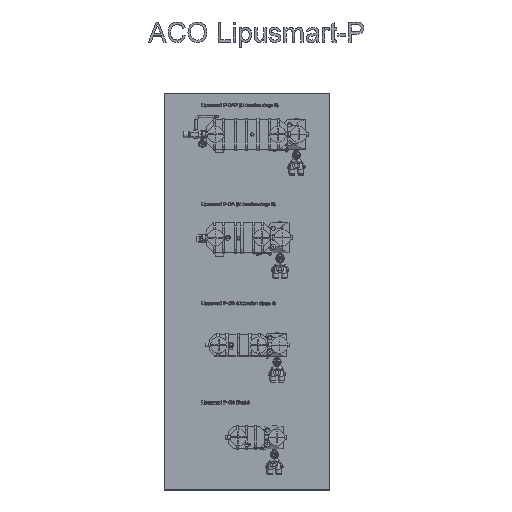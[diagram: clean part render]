
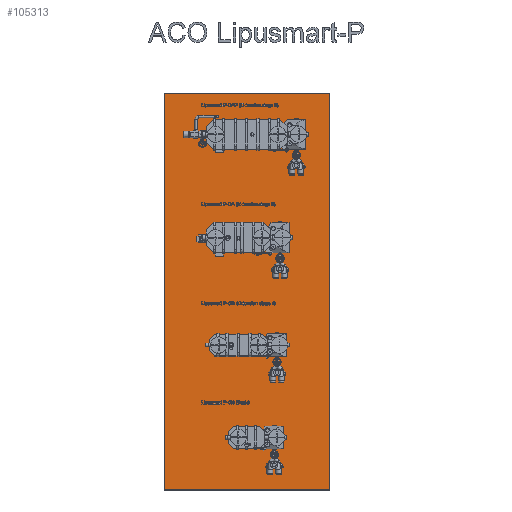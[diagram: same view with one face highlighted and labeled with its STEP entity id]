
A CAD part, top view. The second image highlights one B-rep face of the part: STEP entity #105313.
In plain terms, the highlighted planar face has unit normal (0, 0, 1).
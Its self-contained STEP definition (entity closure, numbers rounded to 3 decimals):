
#9528=FACE_OUTER_BOUND('',#15550,.T.);
#15550=EDGE_LOOP('',(#86433,#86434,#86435,#86436));
#27659=LINE('',#172413,#40196);
#27660=LINE('',#172415,#40197);
#27661=LINE('',#172417,#40198);
#27662=LINE('',#172418,#40199);
#40196=VECTOR('',#140281,304.8);
#40197=VECTOR('',#140282,304.8);
#40198=VECTOR('',#140283,304.8);
#40199=VECTOR('',#140284,304.8);
#49585=VERTEX_POINT('',#172411);
#49586=VERTEX_POINT('',#172412);
#49587=VERTEX_POINT('',#172414);
#49588=VERTEX_POINT('',#172416);
#62364=EDGE_CURVE('',#49585,#49586,#27659,.T.);
#62365=EDGE_CURVE('',#49586,#49587,#27660,.T.);
#62366=EDGE_CURVE('',#49587,#49588,#27661,.T.);
#62367=EDGE_CURVE('',#49588,#49585,#27662,.T.);
#86433=ORIENTED_EDGE('',*,*,#62364,.T.);
#86434=ORIENTED_EDGE('',*,*,#62365,.T.);
#86435=ORIENTED_EDGE('',*,*,#62366,.T.);
#86436=ORIENTED_EDGE('',*,*,#62367,.T.);
#100184=PLANE('',#119032);
#105313=ADVANCED_FACE('',(#9528),#100184,.T.);
#119032=AXIS2_PLACEMENT_3D('',#172410,#140279,#140280);
#140279=DIRECTION('center_axis',(0.,0.,1.));
#140280=DIRECTION('ref_axis',(0.,1.,0.));
#140281=DIRECTION('',(-1.,0.,0.));
#140282=DIRECTION('',(0.,-1.,0.));
#140283=DIRECTION('',(1.,0.,0.));
#140284=DIRECTION('',(0.,1.,0.));
#172410=CARTESIAN_POINT('Origin',(-10668.56,6367.244,0.));
#172411=CARTESIAN_POINT('',(-10668.56,6367.244,0.));
#172412=CARTESIAN_POINT('',(-15668.56,6367.244,0.));
#172413=CARTESIAN_POINT('',(-10668.56,6367.244,0.));
#172414=CARTESIAN_POINT('',(-15668.56,-5632.756,0.));
#172415=CARTESIAN_POINT('',(-15668.56,6367.244,0.));
#172416=CARTESIAN_POINT('',(-10668.56,-5632.756,0.));
#172417=CARTESIAN_POINT('',(-15668.56,-5632.756,0.));
#172418=CARTESIAN_POINT('',(-10668.56,-5632.756,0.));
